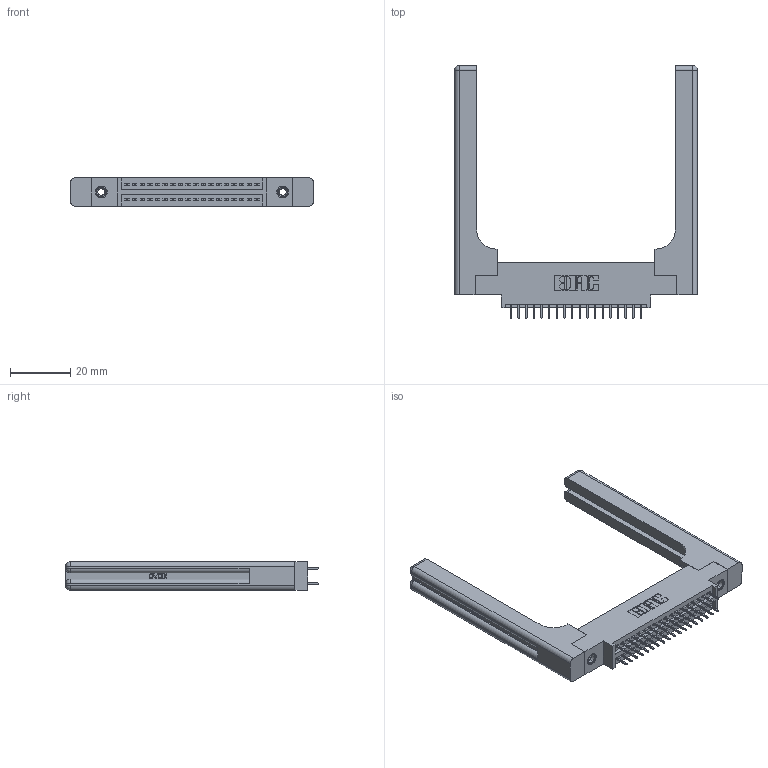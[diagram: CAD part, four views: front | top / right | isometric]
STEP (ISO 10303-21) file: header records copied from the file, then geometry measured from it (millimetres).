
FILE_DESCRIPTION (( 'STEP AP203' ), '1' );
FILE_NAME ('395-036-525-858.STEP', '2020-09-24T00:07:53', ( '' ), ( '' ), 'SwSTEP 2.0', 'SolidWorks 2020', '' );
FILE_SCHEMA (( 'CONFIG_CONTROL_DESIGN' ));
Length unit declared in the file: inch
Products named in the file (5): 345-250-001_345-250-001-102; 345-220-058_345-220-058; 395-036-525-858; 345-292-001_345-293-125; 345 Part_0.170 Offset - 0.156 Dia-TH
Assembly tree (41 placements, depth 2):
  395-036-525-858
    345 Part_0.170 Offset - 0.156 Dia-TH
    345-292-001_345-293-125  x36
    345-250-001_345-250-001-102  x2
    345-220-058_345-220-058  x2
Bounding box: 80.75 x 84 x 9.4 mm (x, y, z)
Volume: 15923.5 mm3; surface area: 15568.9 mm2
Topology: 41 solids, 41 shells, 2330 faces, 6527 edges, 4186 vertices
Faces by surface type: plane 1636, cylinder 634, bspline 36, cone 12, sphere 8, torus 4
Entity records: 22742 total; most frequent: CARTESIAN_POINT 4829, ORIENTED_EDGE 3560, DIRECTION 3220, EDGE_CURVE 1780, LINE 1488, VECTOR 1488, VERTEX_POINT 1174, AXIS2_PLACEMENT_3D 866
